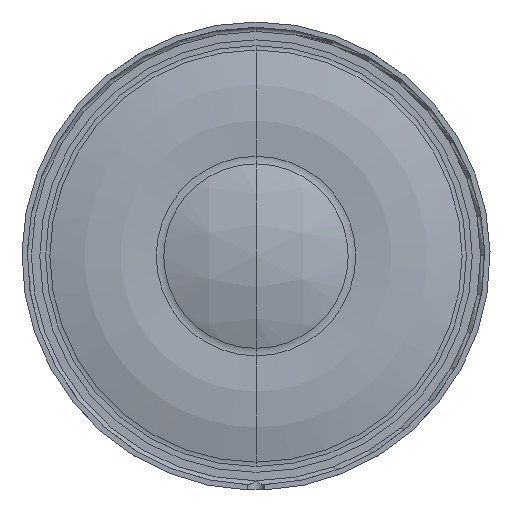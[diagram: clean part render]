
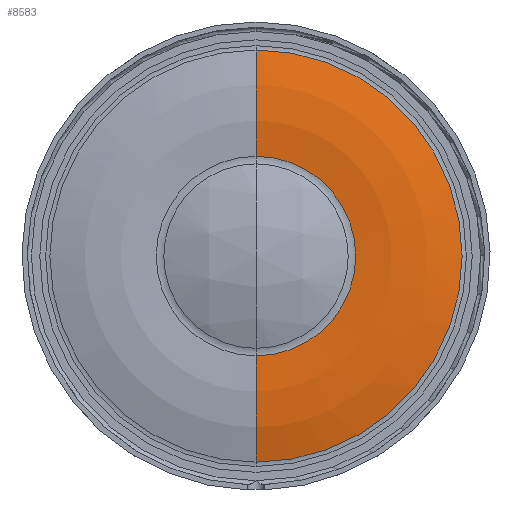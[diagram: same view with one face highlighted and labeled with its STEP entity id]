
A CAD part, front view. The second image highlights one B-rep face of the part: STEP entity #8583.
In plain terms, the highlighted toroidal (fillet/blend) face has major radius 8.046 mm and minor radius 15.1 mm.
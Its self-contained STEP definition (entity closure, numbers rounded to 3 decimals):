
#129 = DIRECTION ( 'NONE',  ( 0., 0., 1. ) ) ;
#268 = CARTESIAN_POINT ( 'NONE',  ( 0., -2.888, 12.39 ) ) ;
#431 = CARTESIAN_POINT ( 'NONE',  ( 0., -2.888, 0. ) ) ;
#466 = CARTESIAN_POINT ( 'NONE',  ( 0., 11.573, -8.045 ) ) ;
#822 = EDGE_CURVE ( 'NONE', #3924, #5780, #9339, .T. ) ;
#916 = EDGE_CURVE ( 'NONE', #4689, #5780, #4870, .T. ) ;
#1760 = FACE_OUTER_BOUND ( 'NONE', #3917, .T. ) ;
#1816 = ORIENTED_EDGE ( 'NONE', *, *, #822, .F. ) ;
#2018 = DIRECTION ( 'NONE',  ( 0., 0., 1. ) ) ;
#2110 = DIRECTION ( 'NONE',  ( 0., 1., 0. ) ) ;
#2678 = EDGE_CURVE ( 'NONE', #8963, #4689, #6053, .T. ) ;
#2714 = DIRECTION ( 'NONE',  ( 1., 0., 0. ) ) ;
#2779 = AXIS2_PLACEMENT_3D ( 'NONE', #9119, #9895, #3147 ) ;
#3147 = DIRECTION ( 'NONE',  ( 0., 0., 1. ) ) ;
#3342 = DIRECTION ( 'NONE',  ( -1., 0., 0. ) ) ;
#3451 = AXIS2_PLACEMENT_3D ( 'NONE', #466, #2714, #5919 ) ;
#3917 = EDGE_LOOP ( 'NONE', ( #4492, #6906, #1816, #5665 ) ) ;
#3924 = VERTEX_POINT ( 'NONE', #268 ) ;
#4273 = EDGE_CURVE ( 'NONE', #8963, #3924, #5368, .T. ) ;
#4492 = ORIENTED_EDGE ( 'NONE', *, *, #2678, .T. ) ;
#4563 = AXIS2_PLACEMENT_3D ( 'NONE', #5972, #2110, #7534 ) ;
#4644 = AXIS2_PLACEMENT_3D ( 'NONE', #431, #9796, #2018 ) ;
#4689 = VERTEX_POINT ( 'NONE', #6645 ) ;
#4870 = CIRCLE ( 'NONE', #3451, 15.1 ) ;
#5368 = CIRCLE ( 'NONE', #8154, 15.1 ) ;
#5665 = ORIENTED_EDGE ( 'NONE', *, *, #4273, .F. ) ;
#5780 = VERTEX_POINT ( 'NONE', #9247 ) ;
#5919 = DIRECTION ( 'NONE',  ( 0., 0., -1. ) ) ;
#5972 = CARTESIAN_POINT ( 'NONE',  ( 0., -3.387, 0. ) ) ;
#6053 = CIRCLE ( 'NONE', #4563, 5.996 ) ;
#6252 = CARTESIAN_POINT ( 'NONE',  ( 0., -3.387, 5.996 ) ) ;
#6645 = CARTESIAN_POINT ( 'NONE',  ( 0., -3.387, -5.996 ) ) ;
#6906 = ORIENTED_EDGE ( 'NONE', *, *, #916, .T. ) ;
#7534 = DIRECTION ( 'NONE',  ( 0., 0., 1. ) ) ;
#7827 = TOROIDAL_SURFACE ( 'NONE', #2779, 8.045, 15.1 ) ;
#8154 = AXIS2_PLACEMENT_3D ( 'NONE', #8745, #3342, #129 ) ;
#8583 = ADVANCED_FACE ( 'NONE', ( #1760 ), #7827, .T. ) ;
#8745 = CARTESIAN_POINT ( 'NONE',  ( 0., 11.573, 8.045 ) ) ;
#8963 = VERTEX_POINT ( 'NONE', #6252 ) ;
#9119 = CARTESIAN_POINT ( 'NONE',  ( 0., 11.573, 0. ) ) ;
#9247 = CARTESIAN_POINT ( 'NONE',  ( 0., -2.888, -12.39 ) ) ;
#9339 = CIRCLE ( 'NONE', #4644, 12.39 ) ;
#9796 = DIRECTION ( 'NONE',  ( 0., 1., 0. ) ) ;
#9895 = DIRECTION ( 'NONE',  ( 0., 1., 0. ) ) ;
